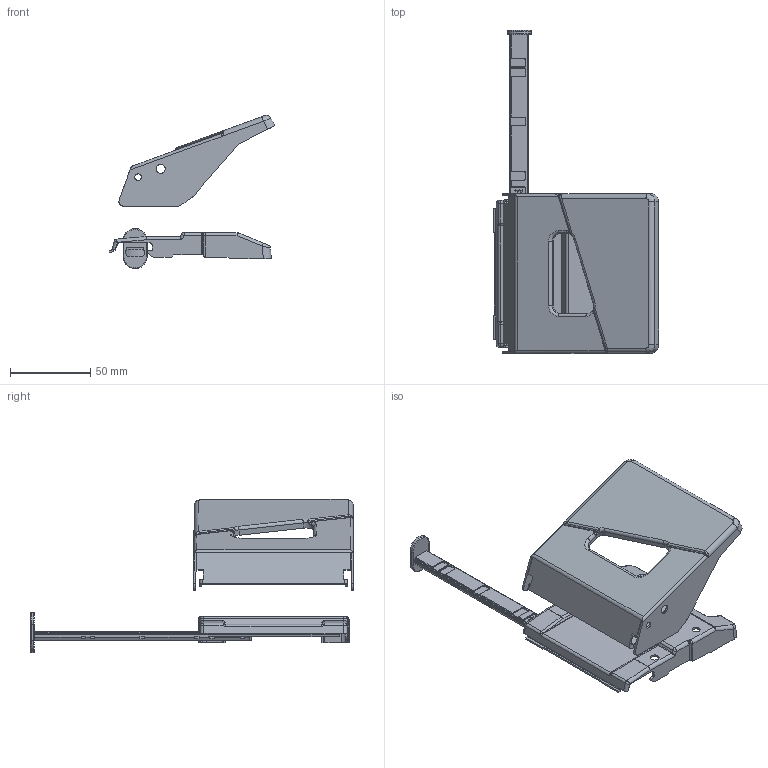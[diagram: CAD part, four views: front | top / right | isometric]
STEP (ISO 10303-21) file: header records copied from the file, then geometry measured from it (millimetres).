
FILE_DESCRIPTION(('FreeCAD Model'),'2;1');
FILE_NAME('Open CASCADE Shape Model','2024-02-19T14:33:55',('Author'),( ''),'Open CASCADE STEP processor 7.6','FreeCAD','Unknown');
FILE_SCHEMA(('AUTOMOTIVE_DESIGN { 1 0 10303 214 1 1 1 1 }'));
Length unit declared in the file: millimetre
Products named in the file (5): Locher; Schwenkplatte; Unterbaugruppe_Gestell; Grundplatte; Format-Schiene
Assembly tree (4 placements, depth 3):
  Locher
    Schwenkplatte
    Unterbaugruppe_Gestell
      Grundplatte
    Format-Schiene
Bounding box: 103.13 x 201.3 x 95.51 mm (x, y, z)
Volume: 37570.7 mm3; surface area: 60583.7 mm2
Topology: 3 solids, 3 shells, 712 faces, 1830 edges, 1082 vertices
Faces by surface type: cylinder 288, plane 257, torus 72, bspline 62, sphere 32, cone 1
Entity records: 25327 total; most frequent: CARTESIAN_POINT 8788, ORIENTED_EDGE 3568, DIRECTION 3231, EDGE_CURVE 1784, AXIS2_PLACEMENT_3D 1149, VERTEX_POINT 1082, LINE 933, VECTOR 933
